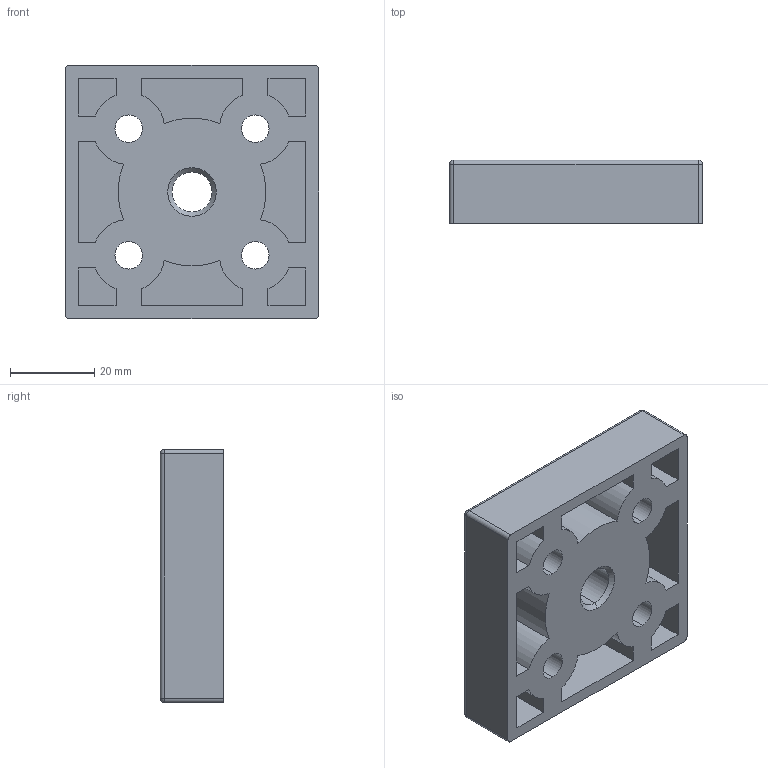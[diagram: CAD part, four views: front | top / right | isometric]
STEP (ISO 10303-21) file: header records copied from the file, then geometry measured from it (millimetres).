
FILE_DESCRIPTION (( 'STEP AP214' ), '1' );
FILE_NAME ('SNSD.30.53.00. Àäàïòåð 60õ60 äëÿ êðåïëåíèÿ îïîðû Ì12(Al)(B64).STEP', '2015-12-10T10:15:47', ( '' ), ( '' ), 'SwSTEP 2.0', 'SolidWorks 2014', '' );
FILE_SCHEMA (( 'AUTOMOTIVE_DESIGN' ));
Length unit declared in the file: millimetre
Products named in the file (2): SNSD.30.53.00. Àäàïòåð 60õ60 äëÿ êðåïëåíèÿ îïîðû Ì12(Al)(B64)
Bounding box: 60 x 15 x 60 mm (x, y, z)
Volume: 36401.4 mm3; surface area: 16893 mm2
Topology: 1 solids, 1 shells, 105 faces, 253 edges, 158 vertices
Faces by surface type: plane 46, cylinder 43, cone 12, sphere 4
Entity records: 3120 total; most frequent: DIRECTION 561, CARTESIAN_POINT 514, ORIENTED_EDGE 498, EDGE_CURVE 249, AXIS2_PLACEMENT_3D 205, VERTEX_POINT 158, LINE 151, VECTOR 151
